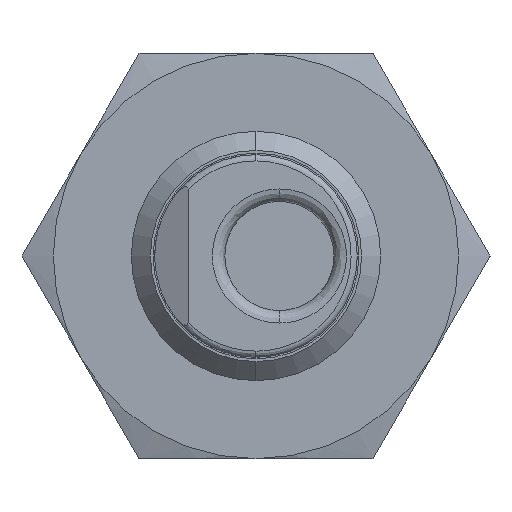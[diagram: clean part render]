
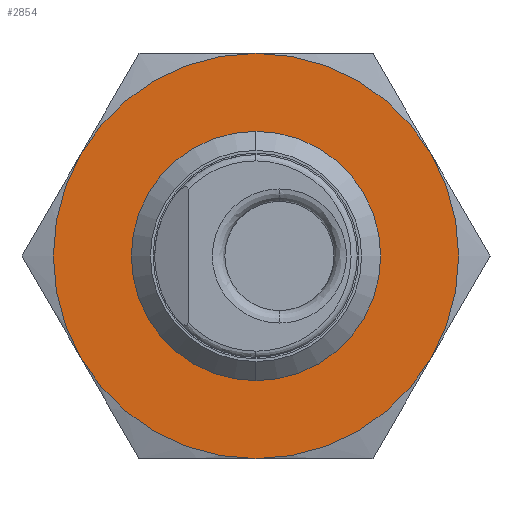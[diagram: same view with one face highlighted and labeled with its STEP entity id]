
A CAD part, left-side view. The second image highlights one B-rep face of the part: STEP entity #2854.
In plain terms, the highlighted planar face has unit normal (-1, 0, 0).
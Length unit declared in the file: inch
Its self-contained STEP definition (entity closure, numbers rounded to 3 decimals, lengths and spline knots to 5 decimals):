
#8 = DIRECTION ( 'NONE',  ( 1., 0., 0. ) ) ;
#103 = VERTEX_POINT ( 'NONE', #2373 ) ;
#108 = AXIS2_PLACEMENT_3D ( 'NONE', #2686, #2424, #1906 ) ;
#145 = CIRCLE ( 'NONE', #3528, 0.25591 ) ;
#202 = DIRECTION ( 'NONE',  ( 1., 0., 0. ) ) ;
#206 = DIRECTION ( 'NONE',  ( 1., 0., 0. ) ) ;
#219 = VERTEX_POINT ( 'NONE', #2125 ) ;
#261 = EDGE_CURVE ( 'NONE', #646, #103, #1039, .T. ) ;
#284 = EDGE_CURVE ( 'NONE', #3543, #2198, #1207, .T. ) ;
#293 = DIRECTION ( 'NONE',  ( 1., 0., 0. ) ) ;
#319 = CIRCLE ( 'NONE', #1162, 0.25591 ) ;
#414 = DIRECTION ( 'NONE',  ( 0., 0., 1. ) ) ;
#454 = CIRCLE ( 'NONE', #108, 0.25591 ) ;
#485 = CARTESIAN_POINT ( 'NONE',  ( 1.22047, 0.02953, -0.15748 ) ) ;
#529 = DIRECTION ( 'NONE',  ( 0., 0., -1. ) ) ;
#543 = ORIENTED_EDGE ( 'NONE', *, *, #284, .F. ) ;
#608 = EDGE_LOOP ( 'NONE', ( #2864, #1003, #1538, #722, #543, #728 ) ) ;
#646 = VERTEX_POINT ( 'NONE', #485 ) ;
#649 = EDGE_CURVE ( 'NONE', #1954, #1789, #1655, .T. ) ;
#655 = AXIS2_PLACEMENT_3D ( 'NONE', #975, #2912, #948 ) ;
#721 = DIRECTION ( 'NONE',  ( 1., 0., 0. ) ) ;
#722 = ORIENTED_EDGE ( 'NONE', *, *, #3108, .F. ) ;
#728 = ORIENTED_EDGE ( 'NONE', *, *, #3449, .F. ) ;
#732 = DIRECTION ( 'NONE',  ( 1., 0., 0. ) ) ;
#857 = CARTESIAN_POINT ( 'NONE',  ( 1.22047, 0.02953, 0. ) ) ;
#893 = ORIENTED_EDGE ( 'NONE', *, *, #261, .T. ) ;
#939 = AXIS2_PLACEMENT_3D ( 'NONE', #2698, #202, #2156 ) ;
#944 = AXIS2_PLACEMENT_3D ( 'NONE', #2468, #206, #2183 ) ;
#948 = DIRECTION ( 'NONE',  ( 0., 0., 1. ) ) ;
#975 = CARTESIAN_POINT ( 'NONE',  ( 1.22047, -0.09843, 0. ) ) ;
#1000 = DIRECTION ( 'NONE',  ( 0., 0., 1. ) ) ;
#1003 = ORIENTED_EDGE ( 'NONE', *, *, #1455, .F. ) ;
#1038 = CARTESIAN_POINT ( 'NONE',  ( 1.22047, 0.02953, 0. ) ) ;
#1039 = CIRCLE ( 'NONE', #3149, 0.15748 ) ;
#1111 = EDGE_CURVE ( 'NONE', #219, #2878, #145, .T. ) ;
#1119 = AXIS2_PLACEMENT_3D ( 'NONE', #1568, #721, #414 ) ;
#1162 = AXIS2_PLACEMENT_3D ( 'NONE', #2491, #293, #529 ) ;
#1207 = CIRCLE ( 'NONE', #939, 0.25591 ) ;
#1314 = DIRECTION ( 'NONE',  ( 1., 0., 0. ) ) ;
#1455 = EDGE_CURVE ( 'NONE', #2878, #1954, #454, .T. ) ;
#1529 = EDGE_LOOP ( 'NONE', ( #1894, #893 ) ) ;
#1538 = ORIENTED_EDGE ( 'NONE', *, *, #1111, .F. ) ;
#1568 = CARTESIAN_POINT ( 'NONE',  ( 1.22047, 0.02953, 0. ) ) ;
#1655 = CIRCLE ( 'NONE', #2899, 0.25591 ) ;
#1789 = VERTEX_POINT ( 'NONE', #3434 ) ;
#1888 = FACE_OUTER_BOUND ( 'NONE', #608, .T. ) ;
#1894 = ORIENTED_EDGE ( 'NONE', *, *, #2880, .T. ) ;
#1906 = DIRECTION ( 'NONE',  ( 0., 0., -1. ) ) ;
#1954 = VERTEX_POINT ( 'NONE', #2917 ) ;
#1966 = CARTESIAN_POINT ( 'NONE',  ( 1.22047, 0.25115, -0.12795 ) ) ;
#2066 = CARTESIAN_POINT ( 'NONE',  ( 1.22047, -0.19209, 0.12795 ) ) ;
#2125 = CARTESIAN_POINT ( 'NONE',  ( 1.22047, 0.02953, 0.25591 ) ) ;
#2156 = DIRECTION ( 'NONE',  ( 0., 0., -1. ) ) ;
#2183 = DIRECTION ( 'NONE',  ( 0., 0., -1. ) ) ;
#2198 = VERTEX_POINT ( 'NONE', #3189 ) ;
#2373 = CARTESIAN_POINT ( 'NONE',  ( 1.22047, 0.02953, 0.15748 ) ) ;
#2397 = CARTESIAN_POINT ( 'NONE',  ( 1.22047, 0.02953, 0. ) ) ;
#2424 = DIRECTION ( 'NONE',  ( 1., 0., 0. ) ) ;
#2468 = CARTESIAN_POINT ( 'NONE',  ( 1.22047, 0.02953, 0. ) ) ;
#2491 = CARTESIAN_POINT ( 'NONE',  ( 1.22047, 0.02953, 0. ) ) ;
#2613 = FACE_BOUND ( 'NONE', #1529, .T. ) ;
#2686 = CARTESIAN_POINT ( 'NONE',  ( 1.22047, 0.02953, 0. ) ) ;
#2698 = CARTESIAN_POINT ( 'NONE',  ( 1.22047, 0.02953, 0. ) ) ;
#2709 = CIRCLE ( 'NONE', #1119, 0.15748 ) ;
#2804 = DIRECTION ( 'NONE',  ( 0., 0., -1. ) ) ;
#2854 = ADVANCED_FACE ( 'NONE', ( #1888, #2613 ), #2932, .T. ) ;
#2864 = ORIENTED_EDGE ( 'NONE', *, *, #649, .F. ) ;
#2878 = VERTEX_POINT ( 'NONE', #2066 ) ;
#2880 = EDGE_CURVE ( 'NONE', #103, #646, #2709, .T. ) ;
#2899 = AXIS2_PLACEMENT_3D ( 'NONE', #1038, #1314, #3284 ) ;
#2912 = DIRECTION ( 'NONE',  ( -1., 0., 0. ) ) ;
#2917 = CARTESIAN_POINT ( 'NONE',  ( 1.22047, -0.19209, -0.12795 ) ) ;
#2932 = PLANE ( 'NONE',  #655 ) ;
#3108 = EDGE_CURVE ( 'NONE', #2198, #219, #319, .T. ) ;
#3149 = AXIS2_PLACEMENT_3D ( 'NONE', #2397, #732, #1000 ) ;
#3189 = CARTESIAN_POINT ( 'NONE',  ( 1.22047, 0.25115, 0.12795 ) ) ;
#3284 = DIRECTION ( 'NONE',  ( 0., 0., -1. ) ) ;
#3411 = CIRCLE ( 'NONE', #944, 0.25591 ) ;
#3434 = CARTESIAN_POINT ( 'NONE',  ( 1.22047, 0.02953, -0.25591 ) ) ;
#3449 = EDGE_CURVE ( 'NONE', #1789, #3543, #3411, .T. ) ;
#3528 = AXIS2_PLACEMENT_3D ( 'NONE', #857, #8, #2804 ) ;
#3543 = VERTEX_POINT ( 'NONE', #1966 ) ;
